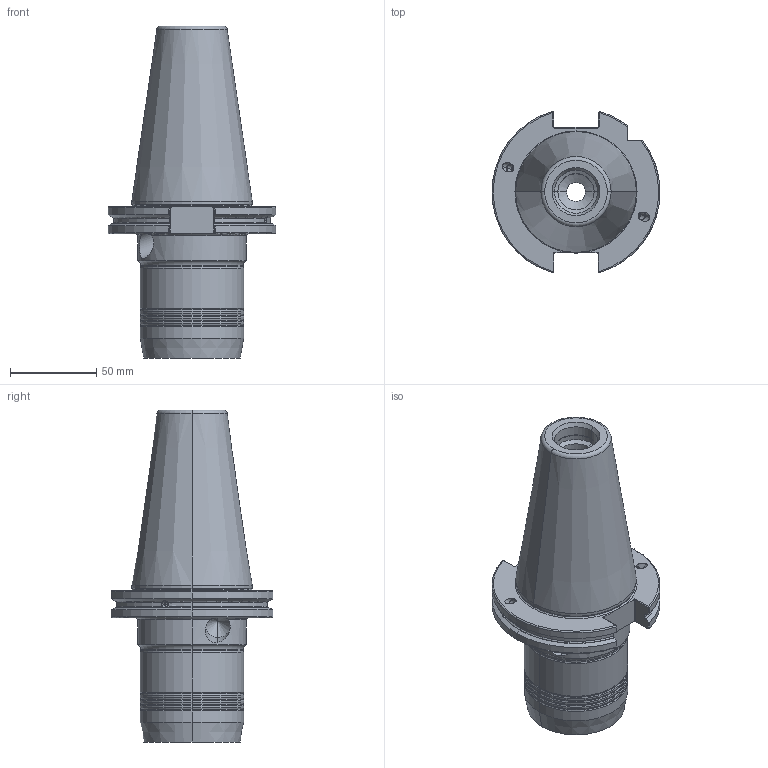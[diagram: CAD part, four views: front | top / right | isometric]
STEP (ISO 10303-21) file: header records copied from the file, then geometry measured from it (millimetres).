
FILE_DESCRIPTION (( 'STEP AP214' ), '1' );
FILE_NAME ('77.502.032 x91_step.STEP', '2022-06-23T07:20:35', ( '' ), ( '' ), 'SwSTEP 2.0', 'SolidWorks 2018', '' );
FILE_SCHEMA (( 'AUTOMOTIVE_DESIGN' ));
Length unit declared in the file: millimetre
Products named in the file (1): 77.502.032 x91_step
Bounding box: 97.45 x 93.7 x 192.6 mm (x, y, z)
Volume: 475300.3 mm3; surface area: 64002 mm2
Topology: 1 solids, 1 shells, 219 faces, 544 edges, 322 vertices
Faces by surface type: cylinder 70, torus 51, plane 46, cone 44, bspline 8
Entity records: 8673 total; most frequent: CARTESIAN_POINT 3291, ORIENTED_EDGE 1076, DIRECTION 1061, EDGE_CURVE 538, AXIS2_PLACEMENT_3D 439, VERTEX_POINT 322, EDGE_LOOP 230, CIRCLE 227
